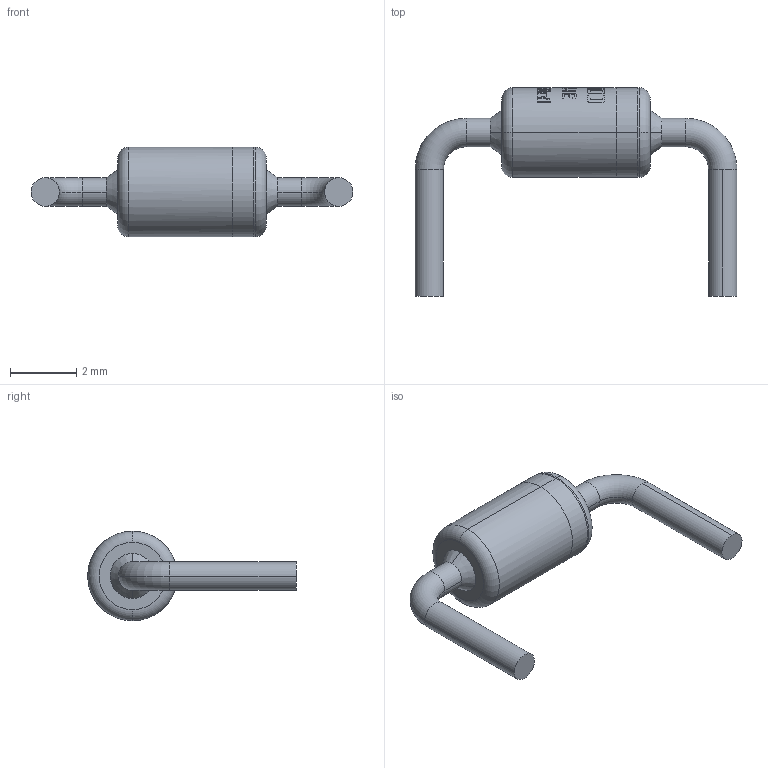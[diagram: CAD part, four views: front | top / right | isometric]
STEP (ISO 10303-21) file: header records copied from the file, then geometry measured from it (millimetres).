
FILE_DESCRIPTION (( 'STEP AP214' ), '1' );
FILE_NAME ('DO-41G_Max_350mil_rev1.0.STEP', '2023-03-16T22:18:09', ( '' ), ( '' ), 'SwSTEP 2.0', 'SolidWorks 2020', '' );
FILE_SCHEMA (( 'AUTOMOTIVE_DESIGN' ));
Length unit declared in the file: millimetre
Products named in the file (1): DO-41G_Max_350mil_rev1.0
Bounding box: 9.75 x 6.31 x 2.71 mm (x, y, z)
Volume: 30.2 mm3; surface area: 113.2 mm2
Topology: 1 solids, 2 shells, 67 faces, 353 edges, 323 vertices
Faces by surface type: cylinder 49, torus 8, plane 6, cone 4
Entity records: 4926 total; most frequent: CARTESIAN_POINT 1202, ORIENTED_EDGE 706, DIRECTION 543, EDGE_CURVE 353, VERTEX_POINT 323, AXIS2_PLACEMENT_3D 212, CIRCLE 144, VECTOR 119
